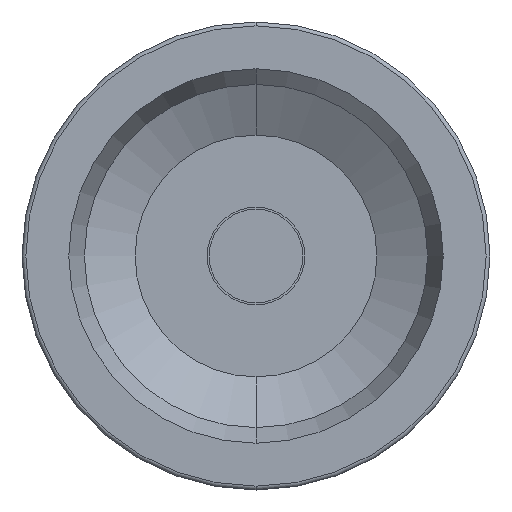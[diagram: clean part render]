
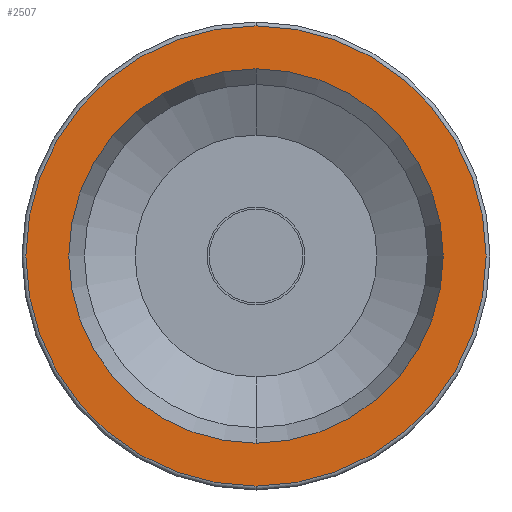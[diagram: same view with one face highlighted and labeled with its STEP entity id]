
A CAD part, front view. The second image highlights one B-rep face of the part: STEP entity #2507.
In plain terms, the highlighted planar face has unit normal (0, -1, 0).
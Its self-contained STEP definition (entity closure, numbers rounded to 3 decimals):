
#335 = VERTEX_POINT ( 'NONE', #1152 ) ;
#337 = EDGE_CURVE ( 'NONE', #338, #335, #1151, .T. ) ;
#338 = VERTEX_POINT ( 'NONE', #1146 ) ;
#363 = EDGE_CURVE ( 'NONE', #364, #382, #1228, .T. ) ;
#364 = VERTEX_POINT ( 'NONE', #1223 ) ;
#382 = VERTEX_POINT ( 'NONE', #1252 ) ;
#1146 = CARTESIAN_POINT ( 'NONE',  ( 0., 0., -29.5 ) ) ;
#1147 = DIRECTION ( 'NONE',  ( 0., 0., -1. ) ) ;
#1148 = DIRECTION ( 'NONE',  ( 0., -1., 0. ) ) ;
#1149 = CARTESIAN_POINT ( 'NONE',  ( 0., 0., 0. ) ) ;
#1150 = AXIS2_PLACEMENT_3D ( 'NONE', #1149, #1148, #1147 ) ;
#1151 = CIRCLE ( 'NONE', #1150, 29.5 ) ;
#1152 = CARTESIAN_POINT ( 'NONE',  ( 0., 0., 29.5 ) ) ;
#1223 = CARTESIAN_POINT ( 'NONE',  ( 0., 0., -24. ) ) ;
#1224 = DIRECTION ( 'NONE',  ( 0., 0., 1. ) ) ;
#1225 = DIRECTION ( 'NONE',  ( 0., 1., 0. ) ) ;
#1226 = CARTESIAN_POINT ( 'NONE',  ( 0., 0., 0. ) ) ;
#1227 = AXIS2_PLACEMENT_3D ( 'NONE', #1226, #1225, #1224 ) ;
#1228 = CIRCLE ( 'NONE', #1227, 24. ) ;
#1252 = CARTESIAN_POINT ( 'NONE',  ( 0., 0., 24. ) ) ;
#1581 = DIRECTION ( 'NONE',  ( 0., 0., -1. ) ) ;
#1582 = DIRECTION ( 'NONE',  ( 0., -1., 0. ) ) ;
#1583 = CARTESIAN_POINT ( 'NONE',  ( -30., 0., 0. ) ) ;
#1584 = AXIS2_PLACEMENT_3D ( 'NONE', #1583, #1582, #1581 ) ;
#1585 = PLANE ( 'NONE',  #1584 ) ;
#1586 = CIRCLE ( 'NONE', #1649, 29.5 ) ;
#1587 = FACE_BOUND ( 'NONE', #2514, .T. ) ;
#1588 = FACE_OUTER_BOUND ( 'NONE', #2508, .T. ) ;
#1640 = DIRECTION ( 'NONE',  ( 0., 0., 1. ) ) ;
#1641 = DIRECTION ( 'NONE',  ( 0., 1., 0. ) ) ;
#1642 = CARTESIAN_POINT ( 'NONE',  ( 0., 0., 0. ) ) ;
#1643 = AXIS2_PLACEMENT_3D ( 'NONE', #1642, #1641, #1640 ) ;
#1644 = CIRCLE ( 'NONE', #1643, 24. ) ;
#1645 = DIRECTION ( 'NONE',  ( 0., 0., -1. ) ) ;
#1646 = DIRECTION ( 'NONE',  ( 0., -1., 0. ) ) ;
#1647 = CARTESIAN_POINT ( 'NONE',  ( 0., 0., 0. ) ) ;
#1649 = AXIS2_PLACEMENT_3D ( 'NONE', #1647, #1646, #1645 ) ;
#2507 = ADVANCED_FACE ( 'NONE', ( #1588, #1587 ), #1585, .T. ) ;
#2508 = EDGE_LOOP ( 'NONE', ( #2513, #2515 ) ) ;
#2509 = ORIENTED_EDGE ( 'NONE', *, *, #2521, .T. ) ;
#2511 = ORIENTED_EDGE ( 'NONE', *, *, #363, .T. ) ;
#2513 = ORIENTED_EDGE ( 'NONE', *, *, #337, .T. ) ;
#2514 = EDGE_LOOP ( 'NONE', ( #2511, #2509 ) ) ;
#2515 = ORIENTED_EDGE ( 'NONE', *, *, #2516, .T. ) ;
#2516 = EDGE_CURVE ( 'NONE', #335, #338, #1586, .T. ) ;
#2521 = EDGE_CURVE ( 'NONE', #382, #364, #1644, .T. ) ;
